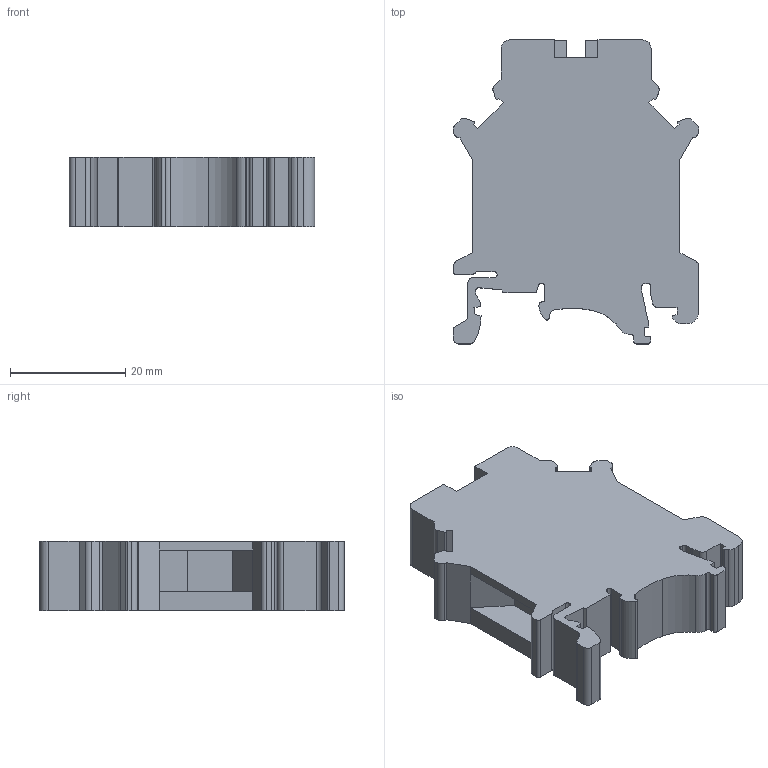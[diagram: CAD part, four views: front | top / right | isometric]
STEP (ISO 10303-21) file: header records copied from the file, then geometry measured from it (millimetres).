
FILE_DESCRIPTION(('SolidDesigner STEP Export'),'2;1');
FILE_NAME('3006043_uk16n-select.stp','2013-06-10T16:35:55',(''),(''),'Creo Elements/Direct Modeling STEP processor for AP214 (Solid Model)','Creo Elements/Direct Modeling 18.1 06-May-2012 (C) Parametric Technology GmbH','');
FILE_SCHEMA(('AUTOMOTIVE_DESIGN { 1 0 10303 214 1 1 1 1 }'));
Length unit declared in the file: millimetre
Products named in the file (2): 3006043_uk16n-select
Assembly tree (1 placements, depth 2):
  3006043_uk16n-select
    3006043_uk16n-select
Bounding box: 42.52 x 52.7 x 12.1 mm (x, y, z)
Volume: 18290.6 mm3; surface area: 6855.6 mm2
Topology: 1 solids, 1 shells, 150 faces, 430 edges, 284 vertices
Faces by surface type: plane 100, cylinder 50
Entity records: 6125 total; most frequent: CARTESIAN_POINT 864, ORIENTED_EDGE 860, DIRECTION 830, EDGE_CURVE 430, VECTOR 330, LINE 330, VERTEX_POINT 284, AXIS2_PLACEMENT_3D 250
